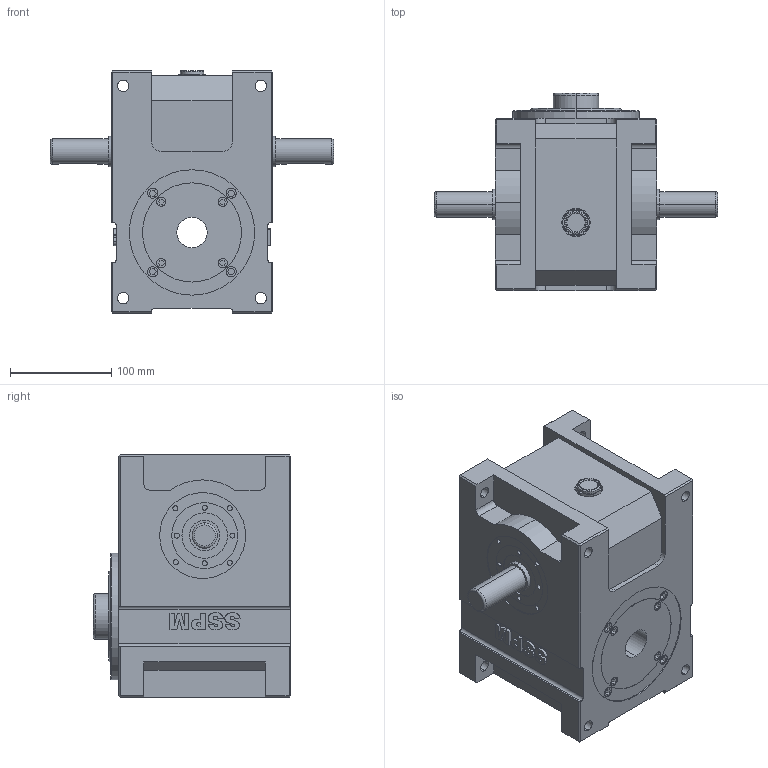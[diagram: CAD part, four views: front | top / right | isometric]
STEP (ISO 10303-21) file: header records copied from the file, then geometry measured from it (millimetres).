
FILE_DESCRIPTION (( 'STEP AP203' ), '1' );
FILE_NAME ('8DH外型.STEP', '2025-05-29T09:08:31', ( '' ), ( '' ), 'SwSTEP 2.0', 'SolidWorks 2018', '' );
FILE_SCHEMA (( 'CONFIG_CONTROL_DESIGN' ));
Length unit declared in the file: millimetre
Products named in the file (1): 8DH外型
Bounding box: 280 x 195 x 240 mm (x, y, z)
Volume: 5842460.3 mm3; surface area: 270547.7 mm2
Topology: 1 solids, 1 shells, 478 faces, 1176 edges, 770 vertices
Faces by surface type: plane 259, cylinder 143, bspline 60, torus 14, cone 2
Entity records: 17399 total; most frequent: CARTESIAN_POINT 6081, ORIENTED_EDGE 2352, DIRECTION 2208, EDGE_CURVE 1176, VERTEX_POINT 770, AXIS2_PLACEMENT_3D 741, LINE 726, VECTOR 726
